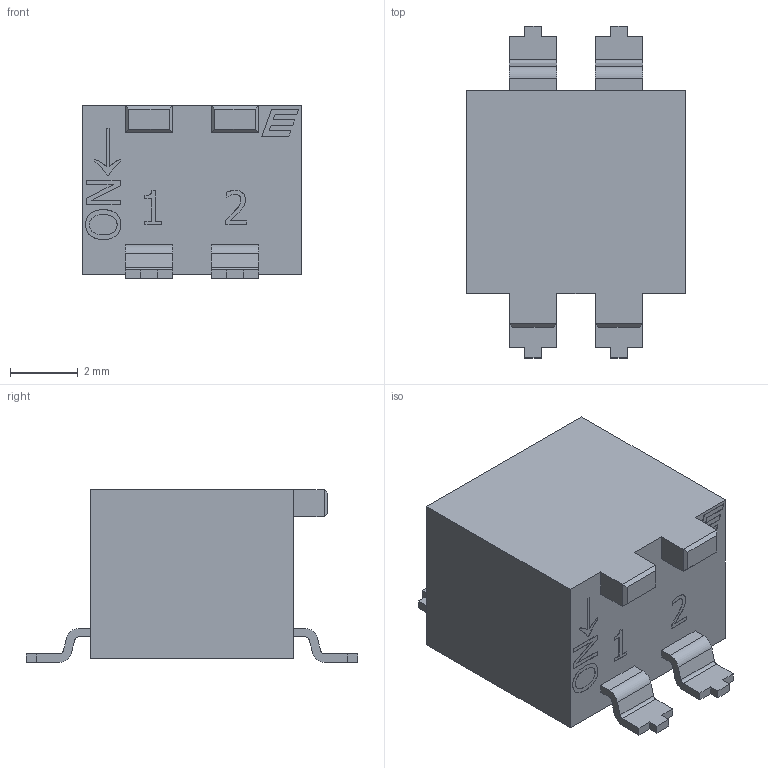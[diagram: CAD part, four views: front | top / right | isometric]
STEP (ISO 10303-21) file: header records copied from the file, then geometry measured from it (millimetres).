
FILE_DESCRIPTION((' '),'2;1');
FILE_NAME('KAC02LGGx.stp','2017-08-02T10:07:06',(' '),(' '),' ','ACIS',' ');
FILE_SCHEMA(('CONFIG_CONTROL_DESIGN'));
Length unit declared in the file: inch
Products named in the file (1): KAC02LGGx.stp
Bounding box: 6.48 x 9.8 x 5.1 mm (x, y, z)
Volume: 199.7 mm3; surface area: 240.4 mm2
Topology: 1 solids, 1 shells, 171 faces, 466 edges, 308 vertices
Faces by surface type: plane 125, bspline 30, cylinder 16
Entity records: 5670 total; most frequent: CARTESIAN_POINT 1409, ORIENTED_EDGE 932, DIRECTION 722, EDGE_CURVE 466, VECTOR 374, LINE 374, VERTEX_POINT 308, EDGE_LOOP 182
